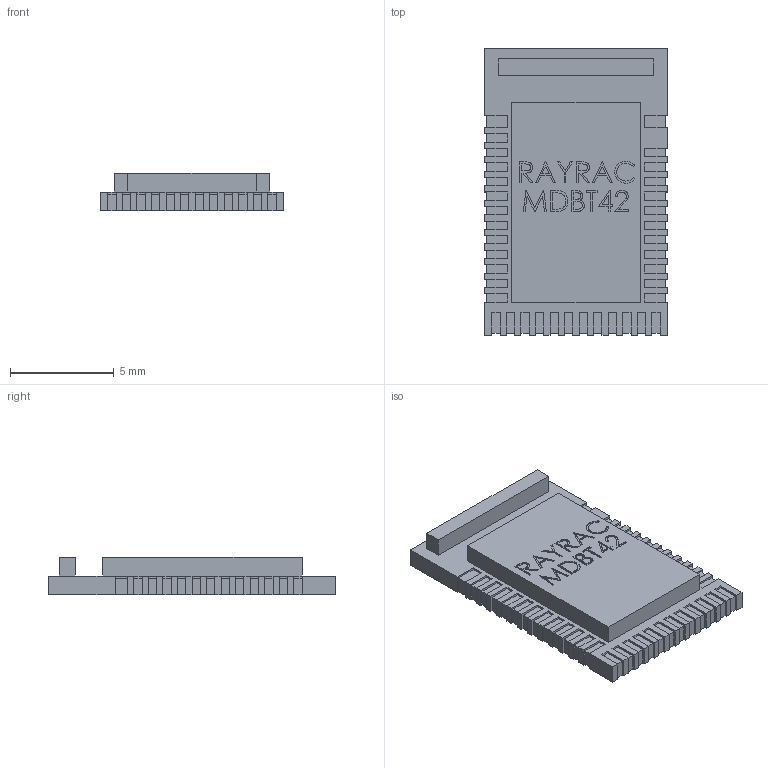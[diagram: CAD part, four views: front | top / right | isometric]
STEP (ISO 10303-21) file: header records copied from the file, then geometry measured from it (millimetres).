
FILE_DESCRIPTION (( 'STEP AP214' ), '1' );
FILE_NAME ('C20239E2-845B-4A38-9655-B7C27E5A43DC.STEP', '2025-05-03T18:03:54', ( '' ), ( '' ), 'SwSTEP 2.0', 'SolidWorks 2022', '' );
FILE_SCHEMA (( 'AUTOMOTIVE_DESIGN' ));
Length unit declared in the file: millimetre
Products named in the file (1): C20239E2-845B-4A38-9655-B7C27E5A43DC
Bounding box: 8.8 x 13.8 x 1.8 mm (x, y, z)
Volume: 165 mm3; surface area: 340.9 mm2
Topology: 1 solids, 1 shells, 421 faces, 1191 edges, 794 vertices
Faces by surface type: plane 380, bspline 41
Entity records: 18586 total; most frequent: CARTESIAN_POINT 5096, ORIENTED_EDGE 2382, DIRECTION 1871, EDGE_CURVE 1191, VECTOR 1109, LINE 1109, VERTEX_POINT 794, EDGE_LOOP 443
